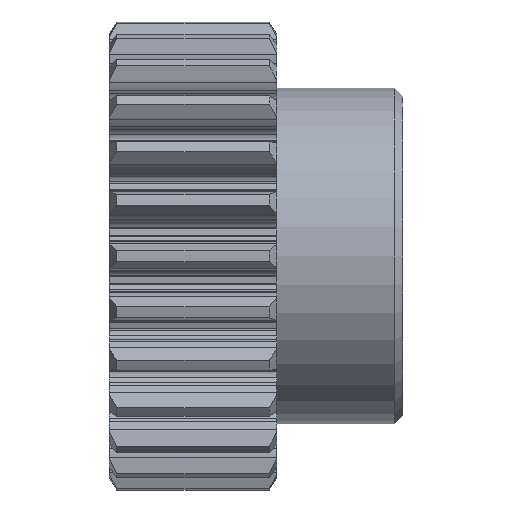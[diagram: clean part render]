
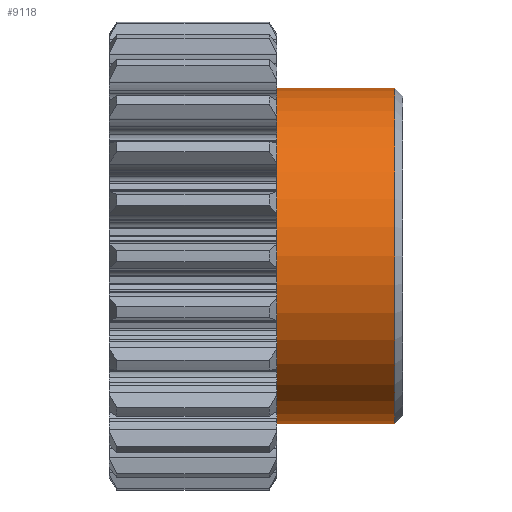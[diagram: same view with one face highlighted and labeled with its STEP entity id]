
A CAD part, front view. The second image highlights one B-rep face of the part: STEP entity #9118.
In plain terms, the highlighted cylindrical face has radius 20 mm (diameter 40 mm), a partial arc.
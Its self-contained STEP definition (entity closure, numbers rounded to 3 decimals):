
#5664=CARTESIAN_POINT('',(20.,0.,20.));
#5665=VERTEX_POINT('',#5664);
#5666=CARTESIAN_POINT('',(20.,-0.,-20.));
#5667=VERTEX_POINT('',#5666);
#5668=CARTESIAN_POINT('',(20.,0.,0.));
#5669=DIRECTION('',(1.,0.,0.));
#5670=DIRECTION('',(0.,0.,-1.));
#5671=AXIS2_PLACEMENT_3D('',#5668,#5669,#5670);
#5672=CIRCLE('',#5671,20.);
#5673=EDGE_CURVE('',#5665,#5667,#5672,.T.);
#9087=CARTESIAN_POINT('',(35.,0.,0.));
#9088=DIRECTION('',(1.,0.,0.));
#9089=DIRECTION('',(0.,0.,-1.));
#9090=AXIS2_PLACEMENT_3D('',#9087,#9088,#9089);
#9091=CYLINDRICAL_SURFACE('',#9090,20.);
#9092=CARTESIAN_POINT('',(34.,0.,20.));
#9093=VERTEX_POINT('',#9092);
#9094=CARTESIAN_POINT('',(34.,0.,20.));
#9095=DIRECTION('',(-1.,-0.,0.));
#9096=VECTOR('',#9095,14.);
#9097=LINE('',#9094,#9096);
#9098=EDGE_CURVE('',#9093,#5665,#9097,.T.);
#9099=ORIENTED_EDGE('',*,*,#9098,.T.);
#9100=ORIENTED_EDGE('',*,*,#5673,.T.);
#9101=CARTESIAN_POINT('',(34.,-0.,-20.));
#9102=VERTEX_POINT('',#9101);
#9103=CARTESIAN_POINT('',(34.,0.,-20.));
#9104=DIRECTION('',(-1.,-0.,0.));
#9105=VECTOR('',#9104,14.);
#9106=LINE('',#9103,#9105);
#9107=EDGE_CURVE('',#9102,#5667,#9106,.T.);
#9108=ORIENTED_EDGE('',*,*,#9107,.F.);
#9109=CARTESIAN_POINT('',(34.,0.,0.));
#9110=DIRECTION('',(1.,0.,0.));
#9111=DIRECTION('',(0.,0.,-1.));
#9112=AXIS2_PLACEMENT_3D('',#9109,#9110,#9111);
#9113=CIRCLE('',#9112,20.);
#9114=EDGE_CURVE('',#9093,#9102,#9113,.T.);
#9115=ORIENTED_EDGE('',*,*,#9114,.F.);
#9116=EDGE_LOOP('',(#9099,#9100,#9108,#9115));
#9117=FACE_BOUND('',#9116,.T.);
#9118=ADVANCED_FACE('',(#9117),#9091,.T.);
